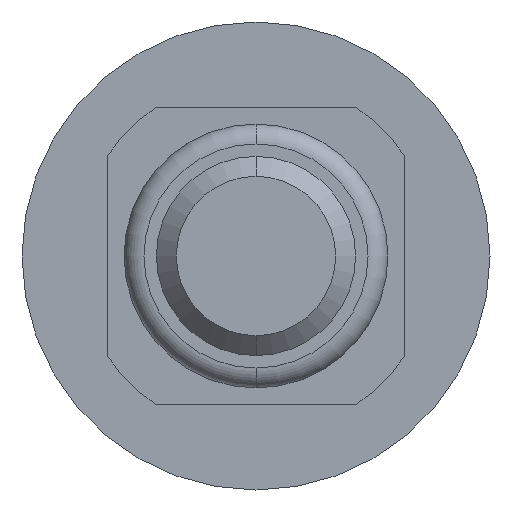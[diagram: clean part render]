
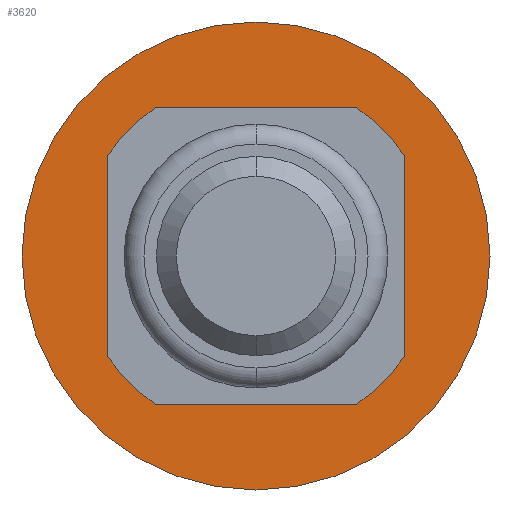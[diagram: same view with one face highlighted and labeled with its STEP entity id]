
A CAD part, front view. The second image highlights one B-rep face of the part: STEP entity #3620.
In plain terms, the highlighted planar face has unit normal (0, -1, 0).
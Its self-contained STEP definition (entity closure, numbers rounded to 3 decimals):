
#24 = EDGE_CURVE ( 'NONE', #3510, #559, #925, .T. ) ;
#224 = DIRECTION ( 'NONE',  ( 0., -1., 0. ) ) ;
#370 = ORIENTED_EDGE ( 'NONE', *, *, #2035, .F. ) ;
#482 = DIRECTION ( 'NONE',  ( 0., 0., -1. ) ) ;
#546 = ORIENTED_EDGE ( 'NONE', *, *, #2575, .T. ) ;
#559 = VERTEX_POINT ( 'NONE', #2748 ) ;
#896 = VERTEX_POINT ( 'NONE', #2652 ) ;
#925 = CIRCLE ( 'NONE', #3118, 2.35 ) ;
#1058 = ORIENTED_EDGE ( 'NONE', *, *, #24, .T. ) ;
#1212 = CIRCLE ( 'NONE', #3134, 0.9 ) ;
#1255 = CIRCLE ( 'NONE', #3329, 2.35 ) ;
#1285 = CARTESIAN_POINT ( 'NONE',  ( 0., 5.3, 2.35 ) ) ;
#1375 = DIRECTION ( 'NONE',  ( 0., 0., -1. ) ) ;
#1376 = ORIENTED_EDGE ( 'NONE', *, *, #3625, .F. ) ;
#1426 = CARTESIAN_POINT ( 'NONE',  ( 0., 5.3, -0.9 ) ) ;
#1609 = DIRECTION ( 'NONE',  ( 0., 0., -1. ) ) ;
#1655 = CIRCLE ( 'NONE', #2483, 0.9 ) ;
#1862 = DIRECTION ( 'NONE',  ( 0., -1., 0. ) ) ;
#1866 = FACE_OUTER_BOUND ( 'NONE', #3640, .T. ) ;
#1915 = PLANE ( 'NONE',  #2943 ) ;
#1919 = VERTEX_POINT ( 'NONE', #1426 ) ;
#2035 = EDGE_CURVE ( 'NONE', #1919, #896, #1655, .T. ) ;
#2103 = DIRECTION ( 'NONE',  ( 0., -1., 0. ) ) ;
#2186 = CARTESIAN_POINT ( 'NONE',  ( 0., 5.3, 0. ) ) ;
#2483 = AXIS2_PLACEMENT_3D ( 'NONE', #2601, #2103, #2990 ) ;
#2495 = CARTESIAN_POINT ( 'NONE',  ( 0., 5.3, 0. ) ) ;
#2520 = DIRECTION ( 'NONE',  ( 0., -1., 0. ) ) ;
#2575 = EDGE_CURVE ( 'NONE', #559, #3510, #1255, .T. ) ;
#2601 = CARTESIAN_POINT ( 'NONE',  ( 0., 5.3, 0. ) ) ;
#2652 = CARTESIAN_POINT ( 'NONE',  ( 0., 5.3, 0.9 ) ) ;
#2747 = DIRECTION ( 'NONE',  ( 0., 0., -1. ) ) ;
#2748 = CARTESIAN_POINT ( 'NONE',  ( 0., 5.3, -2.35 ) ) ;
#2774 = CARTESIAN_POINT ( 'NONE',  ( 0., 5.3, 0. ) ) ;
#2786 = DIRECTION ( 'NONE',  ( 0., -1., 0. ) ) ;
#2943 = AXIS2_PLACEMENT_3D ( 'NONE', #3074, #224, #1609 ) ;
#2990 = DIRECTION ( 'NONE',  ( 0., 0., -1. ) ) ;
#3044 = EDGE_LOOP ( 'NONE', ( #370, #1376 ) ) ;
#3074 = CARTESIAN_POINT ( 'NONE',  ( 2.35, 5.3, 0. ) ) ;
#3118 = AXIS2_PLACEMENT_3D ( 'NONE', #2495, #2786, #2747 ) ;
#3134 = AXIS2_PLACEMENT_3D ( 'NONE', #2774, #1862, #482 ) ;
#3329 = AXIS2_PLACEMENT_3D ( 'NONE', #2186, #2520, #1375 ) ;
#3510 = VERTEX_POINT ( 'NONE', #1285 ) ;
#3620 = ADVANCED_FACE ( 'NONE', ( #1866, #3689 ), #1915, .T. ) ;
#3625 = EDGE_CURVE ( 'NONE', #896, #1919, #1212, .T. ) ;
#3640 = EDGE_LOOP ( 'NONE', ( #546, #1058 ) ) ;
#3689 = FACE_BOUND ( 'NONE', #3044, .T. ) ;
